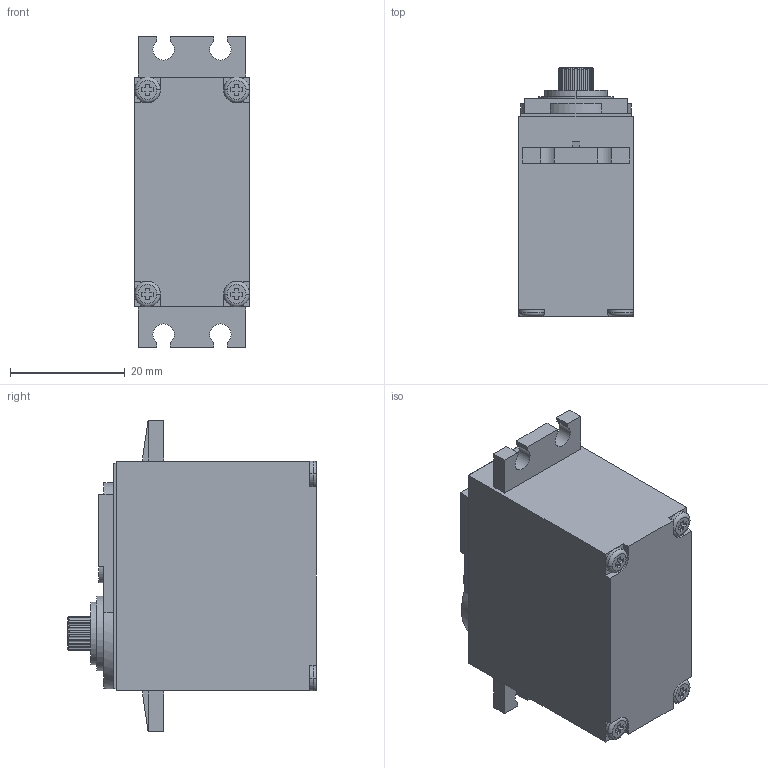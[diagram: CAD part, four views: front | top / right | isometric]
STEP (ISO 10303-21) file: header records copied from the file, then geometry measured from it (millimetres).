
FILE_DESCRIPTION((''),'2;1');
FILE_NAME('SERVOMS-6-40','2023-01-06T00:56:17',('kokom'),(''),'CREO PARAMETRIC BY PTC INC, 2022073','CREO PARAMETRIC BY PTC INC, 2022073','');
FILE_SCHEMA(('CONFIG_CONTROL_DESIGN'));
Length unit declared in the file: millimetre
Products named in the file (1): SERVOMS-6-40
Bounding box: 20 x 43.3 x 54 mm (x, y, z)
Volume: 30457.1 mm3; surface area: 7219.3 mm2
Topology: 6 solids, 6 shells, 211 faces, 552 edges, 363 vertices
Faces by surface type: plane 128, cylinder 73, torus 8, cone 2
Entity records: 6639 total; most frequent: CARTESIAN_POINT 1320, ORIENTED_EDGE 1104, DIRECTION 1091, EDGE_CURVE 552, VECTOR 383, LINE 383, VERTEX_POINT 363, AXIS2_PLACEMENT_3D 354
